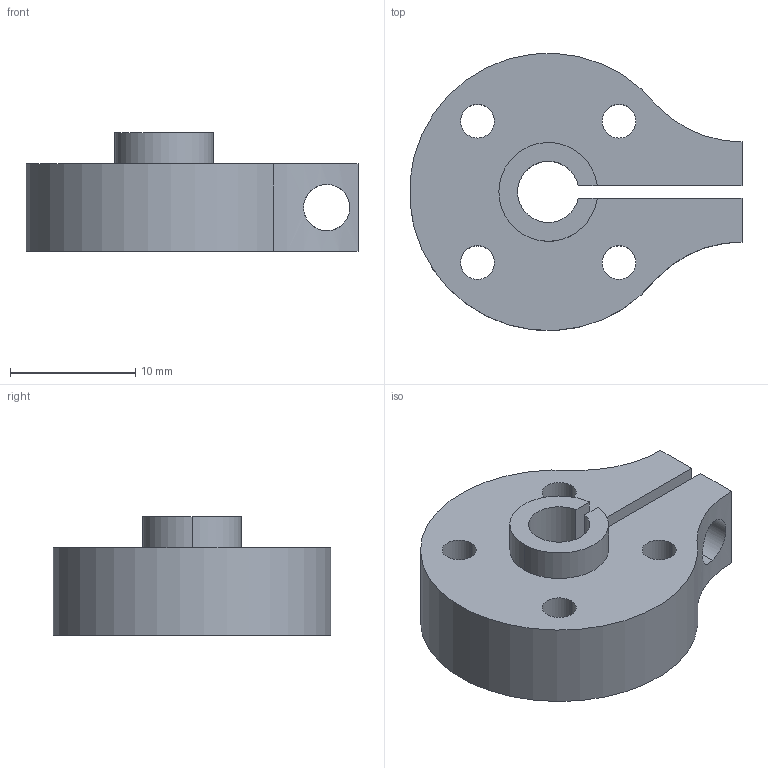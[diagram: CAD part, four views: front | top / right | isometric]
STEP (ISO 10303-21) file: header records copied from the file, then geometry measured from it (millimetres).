
FILE_DESCRIPTION (( 'STEP AP214' ), '1' );
FILE_NAME ('tetrix_739078.step', '2017-10-17T01:07:54', ( '' ), ( '' ), 'SwSTEP 2.0', 'SolidWorks 2017', '' );
FILE_SCHEMA (( 'AUTOMOTIVE_DESIGN' ));
Length unit declared in the file: inch
Products named in the file (1): tetrix_739078
Bounding box: 26.56 x 22.17 x 9.5 mm (x, y, z)
Volume: 2602.4 mm3; surface area: 1986.5 mm2
Topology: 1 solids, 1 shells, 29 faces, 79 edges, 52 vertices
Faces by surface type: cylinder 20, plane 9
Entity records: 1087 total; most frequent: CARTESIAN_POINT 256, DIRECTION 173, ORIENTED_EDGE 158, EDGE_CURVE 79, AXIS2_PLACEMENT_3D 67, VERTEX_POINT 52, EDGE_LOOP 41, VECTOR 39
